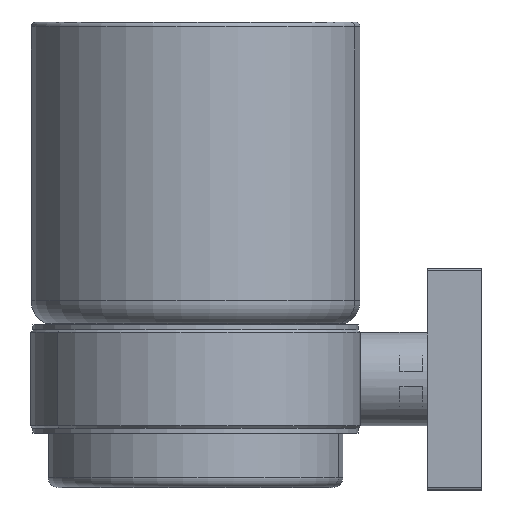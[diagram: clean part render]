
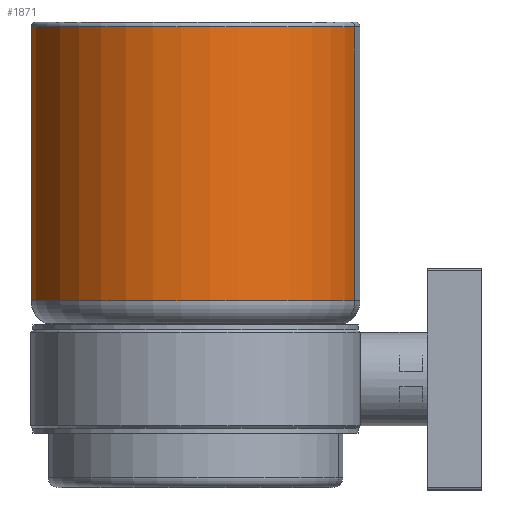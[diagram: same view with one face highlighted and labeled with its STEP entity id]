
A CAD part, left-side view. The second image highlights one B-rep face of the part: STEP entity #1871.
In plain terms, the highlighted cylindrical face has radius 33.5 mm (diameter 67 mm), a partial arc.
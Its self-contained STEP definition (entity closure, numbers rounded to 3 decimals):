
#14 = CIRCLE ( 'NONE', #2168, 33.5 ) ;
#128 = CARTESIAN_POINT ( 'NONE',  ( 0., -11.493, 33.5 ) ) ;
#129 = CARTESIAN_POINT ( 'NONE',  ( 0., -11.493, -33.5 ) ) ;
#130 = CARTESIAN_POINT ( 'NONE',  ( 0., 44.107, -33.5 ) ) ;
#131 = CARTESIAN_POINT ( 'NONE',  ( 0., 44.107, 33.5 ) ) ;
#689 = VECTOR ( 'NONE', #3565, 1000. ) ;
#769 = CYLINDRICAL_SURFACE ( 'NONE', #770, 33.5 ) ;
#770 = AXIS2_PLACEMENT_3D ( 'NONE', #4829, #4828, #4827 ) ;
#774 = FACE_OUTER_BOUND ( 'NONE', #3924, .T. ) ;
#986 = VECTOR ( 'NONE', #3559, 1000. ) ;
#1027 = AXIS2_PLACEMENT_3D ( 'NONE', #3553, #3549, #3548 ) ;
#1318 = CARTESIAN_POINT ( 'NONE',  ( 0., 44.107, 0. ) ) ;
#1322 = DIRECTION ( 'NONE',  ( 0., 1., 0. ) ) ;
#1323 = DIRECTION ( 'NONE',  ( 0., 0., 1. ) ) ;
#1696 = EDGE_CURVE ( 'NONE', #3723, #3724, #3567, .T. ) ;
#1698 = EDGE_CURVE ( 'NONE', #3722, #3725, #3561, .T. ) ;
#1702 = EDGE_CURVE ( 'NONE', #3722, #3723, #4070, .T. ) ;
#1871 = ADVANCED_FACE ( 'NONE', ( #774 ), #769, .T. ) ;
#2168 = AXIS2_PLACEMENT_3D ( 'NONE', #1318, #1322, #1323 ) ;
#2959 = ORIENTED_EDGE ( 'NONE', *, *, #1698, .F. ) ;
#2960 = ORIENTED_EDGE ( 'NONE', *, *, #1702, .T. ) ;
#2962 = ORIENTED_EDGE ( 'NONE', *, *, #5020, .F. ) ;
#2969 = ORIENTED_EDGE ( 'NONE', *, *, #1696, .T. ) ;
#3548 = DIRECTION ( 'NONE',  ( 0., 0., 1. ) ) ;
#3549 = DIRECTION ( 'NONE',  ( 0., 1., 0. ) ) ;
#3553 = CARTESIAN_POINT ( 'NONE',  ( 0., -11.493, 0. ) ) ;
#3559 = DIRECTION ( 'NONE',  ( 0., 1., 0. ) ) ;
#3560 = CARTESIAN_POINT ( 'NONE',  ( 0., 0., 33.5 ) ) ;
#3561 = LINE ( 'NONE', #3560, #986 ) ;
#3565 = DIRECTION ( 'NONE',  ( 0., 1., 0. ) ) ;
#3566 = CARTESIAN_POINT ( 'NONE',  ( 0., 0., -33.5 ) ) ;
#3567 = LINE ( 'NONE', #3566, #689 ) ;
#3722 = VERTEX_POINT ( 'NONE', #128 ) ;
#3723 = VERTEX_POINT ( 'NONE', #129 ) ;
#3724 = VERTEX_POINT ( 'NONE', #130 ) ;
#3725 = VERTEX_POINT ( 'NONE', #131 ) ;
#3924 = EDGE_LOOP ( 'NONE', ( #2960, #2969, #2962, #2959 ) ) ;
#4070 = CIRCLE ( 'NONE', #1027, 33.5 ) ;
#4827 = DIRECTION ( 'NONE',  ( 0., 0., 1. ) ) ;
#4828 = DIRECTION ( 'NONE',  ( 0., 1., 0. ) ) ;
#4829 = CARTESIAN_POINT ( 'NONE',  ( 0., 0., 0. ) ) ;
#5020 = EDGE_CURVE ( 'NONE', #3725, #3724, #14, .T. ) ;
